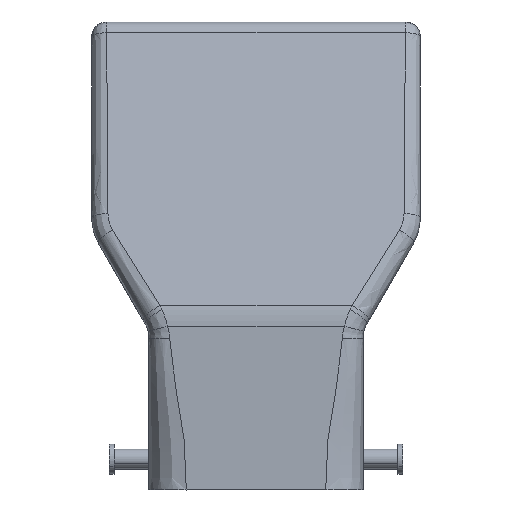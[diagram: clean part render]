
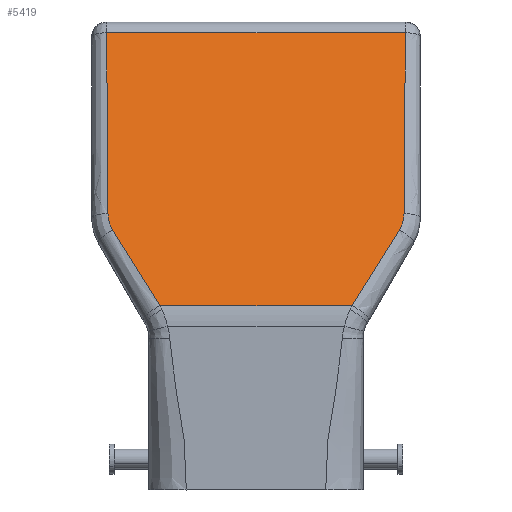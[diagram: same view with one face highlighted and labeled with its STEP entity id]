
A CAD part, front view. The second image highlights one B-rep face of the part: STEP entity #5419.
In plain terms, the highlighted planar face has unit normal (0, -0.961, 0.276).
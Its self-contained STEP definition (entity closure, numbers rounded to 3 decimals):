
#5407=AXIS2_PLACEMENT_3D('Plane Axis2P3D',#5404,#5405,#5406) ;
#3318=CARTESIAN_POINT('Vertex',(13.706,0.581,37.026)) ;
#3433=CARTESIAN_POINT('Control Point',(4.243,4.931,52.198)) ;
#3434=CARTESIAN_POINT('Control Point',(5.233,4.463,50.566)) ;
#3435=CARTESIAN_POINT('Control Point',(6.219,3.999,48.947)) ;
#3436=CARTESIAN_POINT('Control Point',(7.223,3.529,47.308)) ;
#3437=CARTESIAN_POINT('Control Point',(9.108,2.653,44.254)) ;
#3438=CARTESIAN_POINT('Control Point',(11.023,1.78,41.206)) ;
#3439=CARTESIAN_POINT('Control Point',(11.898,1.384,39.827)) ;
#3440=CARTESIAN_POINT('Control Point',(12.799,0.981,38.421)) ;
#3441=CARTESIAN_POINT('Control Point',(13.706,0.581,37.026)) ;
#3442=CARTESIAN_POINT('Vertex',(4.243,4.931,52.198)) ;
#3519=CARTESIAN_POINT('Control Point',(3.264,5.878,55.498)) ;
#3520=CARTESIAN_POINT('Control Point',(3.28,5.679,54.804)) ;
#3521=CARTESIAN_POINT('Control Point',(3.387,5.477,54.102)) ;
#3522=CARTESIAN_POINT('Control Point',(3.591,5.281,53.417)) ;
#3523=CARTESIAN_POINT('Control Point',(3.882,5.098,52.778)) ;
#3524=CARTESIAN_POINT('Control Point',(4.243,4.931,52.198)) ;
#3525=CARTESIAN_POINT('Vertex',(3.264,5.878,55.498)) ;
#3683=CARTESIAN_POINT('Control Point',(3.001,16.295,91.827)) ;
#3684=CARTESIAN_POINT('Control Point',(3.001,16.124,91.232)) ;
#3685=CARTESIAN_POINT('Control Point',(3.001,15.95,90.623)) ;
#3686=CARTESIAN_POINT('Control Point',(3.002,15.777,90.021)) ;
#3687=CARTESIAN_POINT('Control Point',(3.003,15.254,88.197)) ;
#3688=CARTESIAN_POINT('Control Point',(3.006,14.731,86.373)) ;
#3689=CARTESIAN_POINT('Control Point',(3.009,14.381,85.152)) ;
#3690=CARTESIAN_POINT('Control Point',(3.017,13.508,82.108)) ;
#3691=CARTESIAN_POINT('Control Point',(3.03,12.636,79.068)) ;
#3692=CARTESIAN_POINT('Control Point',(3.04,12.114,77.248)) ;
#3693=CARTESIAN_POINT('Control Point',(3.073,10.55,71.793)) ;
#3694=CARTESIAN_POINT('Control Point',(3.122,8.99,66.352)) ;
#3695=CARTESIAN_POINT('Control Point',(3.162,7.951,62.728)) ;
#3696=CARTESIAN_POINT('Control Point',(3.208,6.912,59.106)) ;
#3697=CARTESIAN_POINT('Control Point',(3.264,5.878,55.498)) ;
#3698=CARTESIAN_POINT('Vertex',(3.001,16.295,91.827)) ;
#3777=CARTESIAN_POINT('Line Origine',(49.5,16.295,91.827)) ;
#3781=CARTESIAN_POINT('Vertex',(62.999,16.295,91.827)) ;
#3981=CARTESIAN_POINT('Vertex',(62.736,5.878,55.498)) ;
#3996=CARTESIAN_POINT('Control Point',(62.999,16.295,91.827)) ;
#3997=CARTESIAN_POINT('Control Point',(62.999,16.124,91.232)) ;
#3998=CARTESIAN_POINT('Control Point',(62.999,15.95,90.623)) ;
#3999=CARTESIAN_POINT('Control Point',(62.998,15.777,90.021)) ;
#4000=CARTESIAN_POINT('Control Point',(62.997,15.254,88.197)) ;
#4001=CARTESIAN_POINT('Control Point',(62.994,14.731,86.373)) ;
#4002=CARTESIAN_POINT('Control Point',(62.991,14.381,85.152)) ;
#4003=CARTESIAN_POINT('Control Point',(62.983,13.508,82.108)) ;
#4004=CARTESIAN_POINT('Control Point',(62.97,12.636,79.068)) ;
#4005=CARTESIAN_POINT('Control Point',(62.96,12.114,77.248)) ;
#4006=CARTESIAN_POINT('Control Point',(62.927,10.55,71.793)) ;
#4007=CARTESIAN_POINT('Control Point',(62.878,8.99,66.352)) ;
#4008=CARTESIAN_POINT('Control Point',(62.838,7.951,62.728)) ;
#4009=CARTESIAN_POINT('Control Point',(62.792,6.912,59.106)) ;
#4010=CARTESIAN_POINT('Control Point',(62.736,5.878,55.498)) ;
#4084=CARTESIAN_POINT('Vertex',(61.757,4.931,52.198)) ;
#4088=CARTESIAN_POINT('Control Point',(62.736,5.878,55.498)) ;
#4089=CARTESIAN_POINT('Control Point',(62.72,5.679,54.804)) ;
#4090=CARTESIAN_POINT('Control Point',(62.613,5.477,54.102)) ;
#4091=CARTESIAN_POINT('Control Point',(62.409,5.281,53.417)) ;
#4092=CARTESIAN_POINT('Control Point',(62.118,5.098,52.778)) ;
#4093=CARTESIAN_POINT('Control Point',(61.757,4.931,52.198)) ;
#4194=CARTESIAN_POINT('Vertex',(52.294,0.581,37.026)) ;
#4198=CARTESIAN_POINT('Control Point',(61.757,4.931,52.198)) ;
#4199=CARTESIAN_POINT('Control Point',(60.767,4.463,50.566)) ;
#4200=CARTESIAN_POINT('Control Point',(59.781,3.999,48.947)) ;
#4201=CARTESIAN_POINT('Control Point',(58.777,3.529,47.308)) ;
#4202=CARTESIAN_POINT('Control Point',(56.892,2.653,44.254)) ;
#4203=CARTESIAN_POINT('Control Point',(54.977,1.78,41.206)) ;
#4204=CARTESIAN_POINT('Control Point',(54.102,1.384,39.827)) ;
#4205=CARTESIAN_POINT('Control Point',(53.201,0.981,38.421)) ;
#4206=CARTESIAN_POINT('Control Point',(52.294,0.581,37.026)) ;
#5390=CARTESIAN_POINT('Line Origine',(49.515,0.581,37.026)) ;
#5404=CARTESIAN_POINT('Axis2P3D Location',(33.,0.,35.)) ;
#3778=DIRECTION('Vector Direction',(1.,0.,0.)) ;
#5391=DIRECTION('Vector Direction',(1.,0.,0.)) ;
#5405=DIRECTION('Axis2P3D Direction',(0.,0.961,-0.276)) ;
#5406=DIRECTION('Axis2P3D XDirection',(0.,0.276,0.961)) ;
#3779=VECTOR('Line Direction',#3778,1.) ;
#5392=VECTOR('Line Direction',#5391,1.) ;
#5410=ORIENTED_EDGE('',*,*,#4207,.T.) ;
#5411=ORIENTED_EDGE('',*,*,#4094,.T.) ;
#5412=ORIENTED_EDGE('',*,*,#4011,.T.) ;
#5413=ORIENTED_EDGE('',*,*,#3783,.F.) ;
#5414=ORIENTED_EDGE('',*,*,#3700,.F.) ;
#5415=ORIENTED_EDGE('',*,*,#3527,.F.) ;
#5416=ORIENTED_EDGE('',*,*,#3444,.F.) ;
#5417=ORIENTED_EDGE('',*,*,#5394,.F.) ;
#5419=ADVANCED_FACE('Hauptk\X2\00F6\X0\rper',(#5418),#5408,.F.) ;
#3432=B_SPLINE_CURVE_WITH_KNOTS('',5,(#3433,#3434,#3435,#3436,#3437,#3438,#3439,#3440,#3441),.UNSPECIFIED.,.F.,.U.,(6,3,6),(73.034,82.878,91.433),.UNSPECIFIED.) ;
#3518=B_SPLINE_CURVE_WITH_KNOTS('',5,(#3519,#3520,#3521,#3522,#3523,#3524),.UNSPECIFIED.,.F.,.U.,(6,6),(207.252,211.95),.UNSPECIFIED.) ;
#3682=B_SPLINE_CURVE_WITH_KNOTS('',5,(#3683,#3684,#3685,#3686,#3687,#3688,#3689,#3690,#3691,#3692,#3693,#3694,#3695,#3696,#3697),.UNSPECIFIED.,.F.,.U.,(6,3,3,3,6),(82.174,85.301,91.623,101.071,119.968),.UNSPECIFIED.) ;
#3995=B_SPLINE_CURVE_WITH_KNOTS('',5,(#3996,#3997,#3998,#3999,#4000,#4001,#4002,#4003,#4004,#4005,#4006,#4007,#4008,#4009,#4010),.UNSPECIFIED.,.F.,.U.,(6,3,3,3,6),(82.174,85.301,91.623,101.071,119.968),.UNSPECIFIED.) ;
#4087=B_SPLINE_CURVE_WITH_KNOTS('',5,(#4088,#4089,#4090,#4091,#4092,#4093),.UNSPECIFIED.,.F.,.U.,(6,6),(207.252,211.95),.UNSPECIFIED.) ;
#4197=B_SPLINE_CURVE_WITH_KNOTS('',5,(#4198,#4199,#4200,#4201,#4202,#4203,#4204,#4205,#4206),.UNSPECIFIED.,.F.,.U.,(6,3,6),(73.034,82.878,91.433),.UNSPECIFIED.) ;
#3444=EDGE_CURVE('',#3319,#3443,#3432,.F.) ;
#3527=EDGE_CURVE('',#3443,#3526,#3518,.F.) ;
#3700=EDGE_CURVE('',#3526,#3699,#3682,.F.) ;
#3783=EDGE_CURVE('',#3699,#3782,#3780,.T.) ;
#4011=EDGE_CURVE('',#3982,#3782,#3995,.F.) ;
#4094=EDGE_CURVE('',#4085,#3982,#4087,.F.) ;
#4207=EDGE_CURVE('',#4195,#4085,#4197,.F.) ;
#5394=EDGE_CURVE('',#4195,#3319,#5393,.F.) ;
#5409=EDGE_LOOP('',(#5410,#5411,#5412,#5413,#5414,#5415,#5416,#5417)) ;
#5418=FACE_OUTER_BOUND('',#5409,.T.) ;
#3780=LINE('Line',#3777,#3779) ;
#5393=LINE('Line',#5390,#5392) ;
#5408=PLANE('',#5407) ;
#3319=VERTEX_POINT('',#3318) ;
#3443=VERTEX_POINT('',#3442) ;
#3526=VERTEX_POINT('',#3525) ;
#3699=VERTEX_POINT('',#3698) ;
#3782=VERTEX_POINT('',#3781) ;
#3982=VERTEX_POINT('',#3981) ;
#4085=VERTEX_POINT('',#4084) ;
#4195=VERTEX_POINT('',#4194) ;
